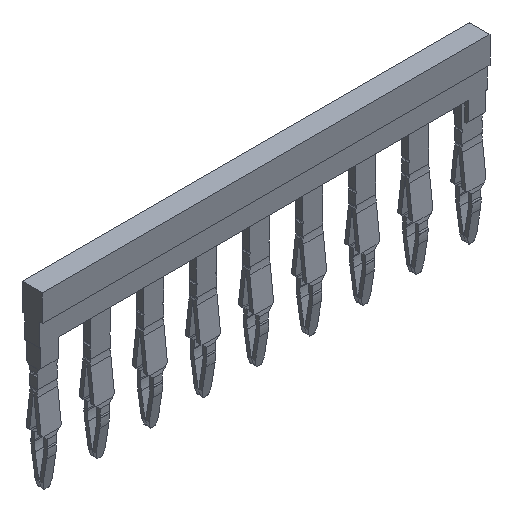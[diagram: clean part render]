
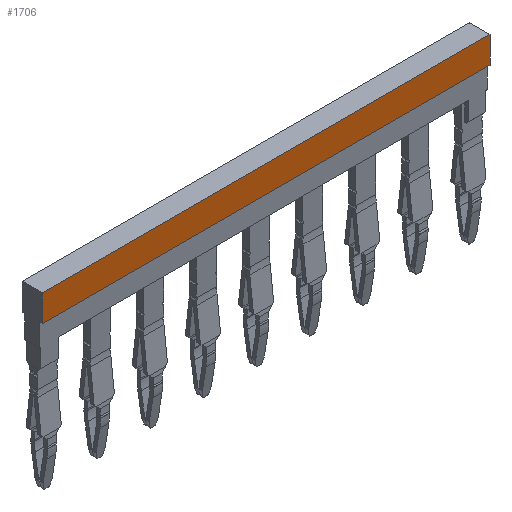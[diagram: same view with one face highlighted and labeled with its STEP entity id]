
A CAD part, isometric view. The second image highlights one B-rep face of the part: STEP entity #1706.
In plain terms, the highlighted planar face has unit normal (0, -1, 0).
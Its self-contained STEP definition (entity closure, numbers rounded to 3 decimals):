
#1686=AXIS2_PLACEMENT_3D('Plane Axis2P3D',#1683,#1684,#1685) ;
#1348=CARTESIAN_POINT('Vertex',(0.,0.,21.022)) ;
#1351=CARTESIAN_POINT('Line Origine',(0.,0.,22.872)) ;
#1355=CARTESIAN_POINT('Vertex',(0.,0.,24.722)) ;
#1668=CARTESIAN_POINT('Vertex',(62.,0.,24.722)) ;
#1671=CARTESIAN_POINT('Line Origine',(31.,0.,24.722)) ;
#1683=CARTESIAN_POINT('Axis2P3D Location',(82.45,0.,21.222)) ;
#1688=CARTESIAN_POINT('Line Origine',(62.,0.,22.872)) ;
#1692=CARTESIAN_POINT('Vertex',(62.,0.,21.022)) ;
#1695=CARTESIAN_POINT('Line Origine',(31.,0.,21.022)) ;
#1352=DIRECTION('Vector Direction',(0.,0.,1.)) ;
#1672=DIRECTION('Vector Direction',(-1.,0.,0.)) ;
#1684=DIRECTION('Axis2P3D Direction',(0.,1.,0.)) ;
#1685=DIRECTION('Axis2P3D XDirection',(0.,0.,1.)) ;
#1689=DIRECTION('Vector Direction',(0.,0.,-1.)) ;
#1696=DIRECTION('Vector Direction',(-1.,0.,0.)) ;
#1353=VECTOR('Line Direction',#1352,1.) ;
#1673=VECTOR('Line Direction',#1672,1.) ;
#1690=VECTOR('Line Direction',#1689,1.) ;
#1697=VECTOR('Line Direction',#1696,1.) ;
#1701=ORIENTED_EDGE('',*,*,#1694,.F.) ;
#1702=ORIENTED_EDGE('',*,*,#1675,.T.) ;
#1703=ORIENTED_EDGE('',*,*,#1357,.F.) ;
#1704=ORIENTED_EDGE('',*,*,#1699,.F.) ;
#1706=ADVANCED_FACE('68405_HDC_MXCC_4X_02.1\\HDC_MXCC_4X_12_KOTR.1\\K\X2\00F6\X0\rper.20',(#1705),#1687,.F.) ;
#1357=EDGE_CURVE('',#1349,#1356,#1354,.T.) ;
#1675=EDGE_CURVE('',#1669,#1356,#1674,.T.) ;
#1694=EDGE_CURVE('',#1669,#1693,#1691,.T.) ;
#1699=EDGE_CURVE('',#1693,#1349,#1698,.T.) ;
#1700=EDGE_LOOP('',(#1701,#1702,#1703,#1704)) ;
#1705=FACE_OUTER_BOUND('',#1700,.T.) ;
#1354=LINE('Line',#1351,#1353) ;
#1674=LINE('Line',#1671,#1673) ;
#1691=LINE('Line',#1688,#1690) ;
#1698=LINE('Line',#1695,#1697) ;
#1687=PLANE('',#1686) ;
#1349=VERTEX_POINT('',#1348) ;
#1356=VERTEX_POINT('',#1355) ;
#1669=VERTEX_POINT('',#1668) ;
#1693=VERTEX_POINT('',#1692) ;
